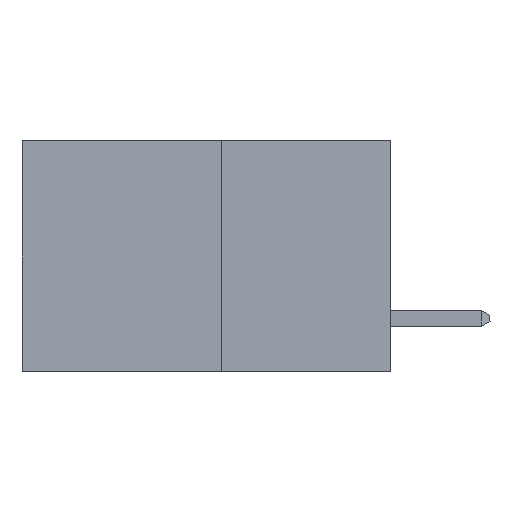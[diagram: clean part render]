
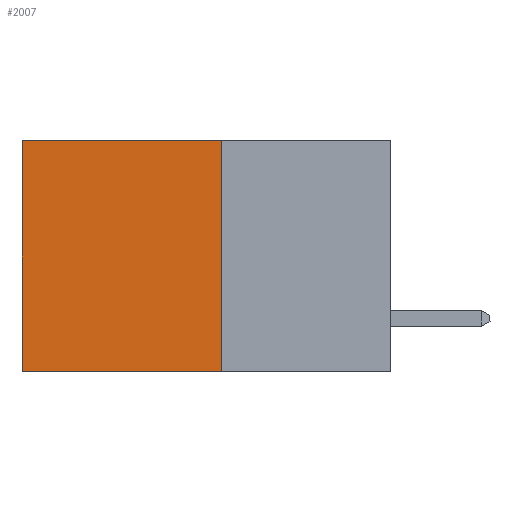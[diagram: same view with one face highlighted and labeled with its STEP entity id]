
A CAD part, left-side view. The second image highlights one B-rep face of the part: STEP entity #2007.
In plain terms, the highlighted planar face has unit normal (-1, 0, 0).
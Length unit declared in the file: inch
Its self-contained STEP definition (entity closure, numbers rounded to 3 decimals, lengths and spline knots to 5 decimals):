
#118 = CARTESIAN_POINT ( 'NONE',  ( 0.277, 0.27, 0. ) ) ;
#521 = VERTEX_POINT ( 'NONE', #11558 ) ;
#1148 = DIRECTION ( 'NONE',  ( 0., 1., 0. ) ) ;
#1390 = EDGE_CURVE ( 'NONE', #6410, #521, #3549, .T. ) ;
#1781 = AXIS2_PLACEMENT_3D ( 'NONE', #5932, #5748, #5486 ) ;
#2007 = ADVANCED_FACE ( 'NONE', ( #11545 ), #6521, .F. ) ;
#2673 = VECTOR ( 'NONE', #1148, 39.37008 ) ;
#2986 = LINE ( 'NONE', #118, #2673 ) ;
#3284 = DIRECTION ( 'NONE',  ( 0., 0., -1. ) ) ;
#3549 = LINE ( 'NONE', #4468, #8541 ) ;
#3558 = ORIENTED_EDGE ( 'NONE', *, *, #6808, .T. ) ;
#3780 = LINE ( 'NONE', #8253, #11335 ) ;
#3989 = EDGE_CURVE ( 'NONE', #7895, #8187, #3780, .T. ) ;
#4468 = CARTESIAN_POINT ( 'NONE',  ( 0.277, 0.27, -0.37 ) ) ;
#5486 = DIRECTION ( 'NONE',  ( 0., 0., -1. ) ) ;
#5748 = DIRECTION ( 'NONE',  ( 1., 0., 0. ) ) ;
#5777 = DIRECTION ( 'NONE',  ( 0., 0., -1. ) ) ;
#5932 = CARTESIAN_POINT ( 'NONE',  ( 0.277, 0.27, -0.37 ) ) ;
#6410 = VERTEX_POINT ( 'NONE', #7553 ) ;
#6521 = PLANE ( 'NONE',  #1781 ) ;
#6808 = EDGE_CURVE ( 'NONE', #6410, #7895, #2986, .T. ) ;
#6917 = CARTESIAN_POINT ( 'NONE',  ( 0.277, 0.59, 0. ) ) ;
#7551 = VECTOR ( 'NONE', #12215, 39.37008 ) ;
#7553 = CARTESIAN_POINT ( 'NONE',  ( 0.277, 0.27, 0. ) ) ;
#7895 = VERTEX_POINT ( 'NONE', #6917 ) ;
#8074 = ORIENTED_EDGE ( 'NONE', *, *, #10359, .F. ) ;
#8187 = VERTEX_POINT ( 'NONE', #10314 ) ;
#8253 = CARTESIAN_POINT ( 'NONE',  ( 0.277, 0.59, -0.37 ) ) ;
#8541 = VECTOR ( 'NONE', #5777, 39.37008 ) ;
#10314 = CARTESIAN_POINT ( 'NONE',  ( 0.277, 0.59, -0.37 ) ) ;
#10359 = EDGE_CURVE ( 'NONE', #521, #8187, #12707, .T. ) ;
#11241 = CARTESIAN_POINT ( 'NONE',  ( 0.277, 0.27, -0.37 ) ) ;
#11335 = VECTOR ( 'NONE', #3284, 39.37008 ) ;
#11545 = FACE_OUTER_BOUND ( 'NONE', #12474, .T. ) ;
#11558 = CARTESIAN_POINT ( 'NONE',  ( 0.277, 0.27, -0.37 ) ) ;
#11991 = ORIENTED_EDGE ( 'NONE', *, *, #1390, .F. ) ;
#12215 = DIRECTION ( 'NONE',  ( 0., 1., 0. ) ) ;
#12474 = EDGE_LOOP ( 'NONE', ( #12565, #8074, #11991, #3558 ) ) ;
#12565 = ORIENTED_EDGE ( 'NONE', *, *, #3989, .T. ) ;
#12707 = LINE ( 'NONE', #11241, #7551 ) ;
